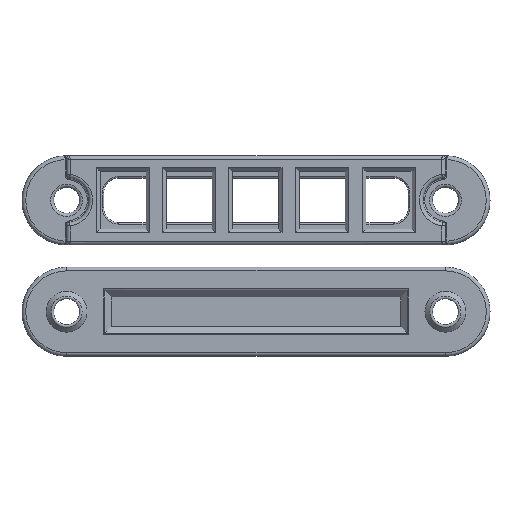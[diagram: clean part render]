
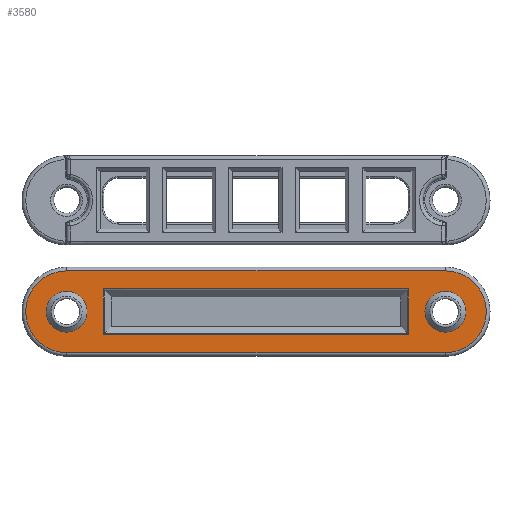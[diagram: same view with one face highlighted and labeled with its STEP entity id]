
A CAD part, top view. The second image highlights one B-rep face of the part: STEP entity #3580.
In plain terms, the highlighted planar face has unit normal (0, 0, 1).
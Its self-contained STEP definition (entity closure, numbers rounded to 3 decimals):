
#113=FACE_BOUND('',#609,.T.);
#114=FACE_BOUND('',#610,.T.);
#115=FACE_BOUND('',#611,.T.);
#202=PLANE('',#3938);
#391=FACE_OUTER_BOUND('',#608,.T.);
#608=EDGE_LOOP('',(#3212,#3213,#3214,#3215));
#609=EDGE_LOOP('',(#3216));
#610=EDGE_LOOP('',(#3217));
#611=EDGE_LOOP('',(#3218,#3219,#3220,#3221));
#922=LINE('',#6421,#1238);
#925=LINE('',#6431,#1241);
#926=LINE('',#6435,#1242);
#928=LINE('',#6440,#1244);
#935=LINE('',#6455,#1251);
#936=LINE('',#6459,#1252);
#1238=VECTOR('',#4903,10.);
#1241=VECTOR('',#4912,10.);
#1242=VECTOR('',#4917,10.);
#1244=VECTOR('',#4923,10.);
#1251=VECTOR('',#4936,10.);
#1252=VECTOR('',#4939,10.);
#1406=CIRCLE('',#3939,5.5);
#1407=CIRCLE('',#3940,5.5);
#1408=CIRCLE('',#3941,2.75);
#1409=CIRCLE('',#3942,2.75);
#1716=VERTEX_POINT('',#6419);
#1717=VERTEX_POINT('',#6420);
#1721=VERTEX_POINT('',#6430);
#1722=VERTEX_POINT('',#6434);
#1727=VERTEX_POINT('',#6453);
#1728=VERTEX_POINT('',#6454);
#1729=VERTEX_POINT('',#6456);
#1730=VERTEX_POINT('',#6458);
#1731=VERTEX_POINT('',#6461);
#1732=VERTEX_POINT('',#6463);
#2212=EDGE_CURVE('',#1716,#1717,#922,.T.);
#2217=EDGE_CURVE('',#1717,#1721,#925,.T.);
#2219=EDGE_CURVE('',#1722,#1716,#926,.T.);
#2222=EDGE_CURVE('',#1721,#1722,#928,.T.);
#2229=EDGE_CURVE('',#1727,#1728,#935,.T.);
#2230=EDGE_CURVE('',#1729,#1727,#1406,.T.);
#2231=EDGE_CURVE('',#1730,#1729,#936,.T.);
#2232=EDGE_CURVE('',#1728,#1730,#1407,.T.);
#2233=EDGE_CURVE('',#1731,#1731,#1408,.T.);
#2234=EDGE_CURVE('',#1732,#1732,#1409,.T.);
#3212=ORIENTED_EDGE('',*,*,#2229,.F.);
#3213=ORIENTED_EDGE('',*,*,#2230,.F.);
#3214=ORIENTED_EDGE('',*,*,#2231,.F.);
#3215=ORIENTED_EDGE('',*,*,#2232,.F.);
#3216=ORIENTED_EDGE('',*,*,#2233,.T.);
#3217=ORIENTED_EDGE('',*,*,#2234,.T.);
#3218=ORIENTED_EDGE('',*,*,#2212,.F.);
#3219=ORIENTED_EDGE('',*,*,#2219,.F.);
#3220=ORIENTED_EDGE('',*,*,#2222,.F.);
#3221=ORIENTED_EDGE('',*,*,#2217,.F.);
#3580=ADVANCED_FACE('',(#391,#113,#114,#115),#202,.T.);
#3938=AXIS2_PLACEMENT_3D('',#6452,#4934,#4935);
#3939=AXIS2_PLACEMENT_3D('',#6457,#4937,#4938);
#3940=AXIS2_PLACEMENT_3D('',#6460,#4940,#4941);
#3941=AXIS2_PLACEMENT_3D('',#6462,#4942,#4943);
#3942=AXIS2_PLACEMENT_3D('',#6464,#4944,#4945);
#4903=DIRECTION('',(-1.,0.,0.));
#4912=DIRECTION('',(0.,-1.,0.));
#4917=DIRECTION('',(0.,1.,0.));
#4923=DIRECTION('',(1.,0.,0.));
#4934=DIRECTION('center_axis',(0.,0.,1.));
#4935=DIRECTION('ref_axis',(1.,0.,0.));
#4936=DIRECTION('',(1.,0.,0.));
#4937=DIRECTION('center_axis',(0.,0.,-1.));
#4938=DIRECTION('ref_axis',(-1.,0.,0.));
#4939=DIRECTION('',(-1.,0.,0.));
#4940=DIRECTION('center_axis',(0.,0.,-1.));
#4941=DIRECTION('ref_axis',(1.,0.,0.));
#4942=DIRECTION('center_axis',(0.,0.,-1.));
#4943=DIRECTION('ref_axis',(1.,0.,0.));
#4944=DIRECTION('center_axis',(0.,0.,-1.));
#4945=DIRECTION('ref_axis',(1.,0.,0.));
#6419=CARTESIAN_POINT('',(46.083,-5.917,2.));
#6420=CARTESIAN_POINT('',(4.917,-5.917,2.));
#6421=CARTESIAN_POINT('',(20.375,-5.917,2.));
#6430=CARTESIAN_POINT('',(4.917,-12.083,2.));
#6431=CARTESIAN_POINT('',(4.917,-9.75,2.));
#6434=CARTESIAN_POINT('',(46.083,-12.083,2.));
#6435=CARTESIAN_POINT('',(46.083,-8.25,2.));
#6440=CARTESIAN_POINT('',(30.625,-12.083,2.));
#6452=CARTESIAN_POINT('Origin',(25.5,-9.,2.));
#6453=CARTESIAN_POINT('',(0.,-3.5,2.));
#6454=CARTESIAN_POINT('',(51.,-3.5,2.));
#6455=CARTESIAN_POINT('',(38.25,-3.5,2.));
#6456=CARTESIAN_POINT('',(0.,-14.5,2.));
#6457=CARTESIAN_POINT('Origin',(0.,-9.,2.));
#6458=CARTESIAN_POINT('',(51.,-14.5,2.));
#6459=CARTESIAN_POINT('',(12.75,-14.5,2.));
#6460=CARTESIAN_POINT('Origin',(51.,-9.,2.));
#6461=CARTESIAN_POINT('',(-2.75,-9.,2.));
#6462=CARTESIAN_POINT('Origin',(0.,-9.,2.));
#6463=CARTESIAN_POINT('',(48.25,-9.,2.));
#6464=CARTESIAN_POINT('Origin',(51.,-9.,2.));
